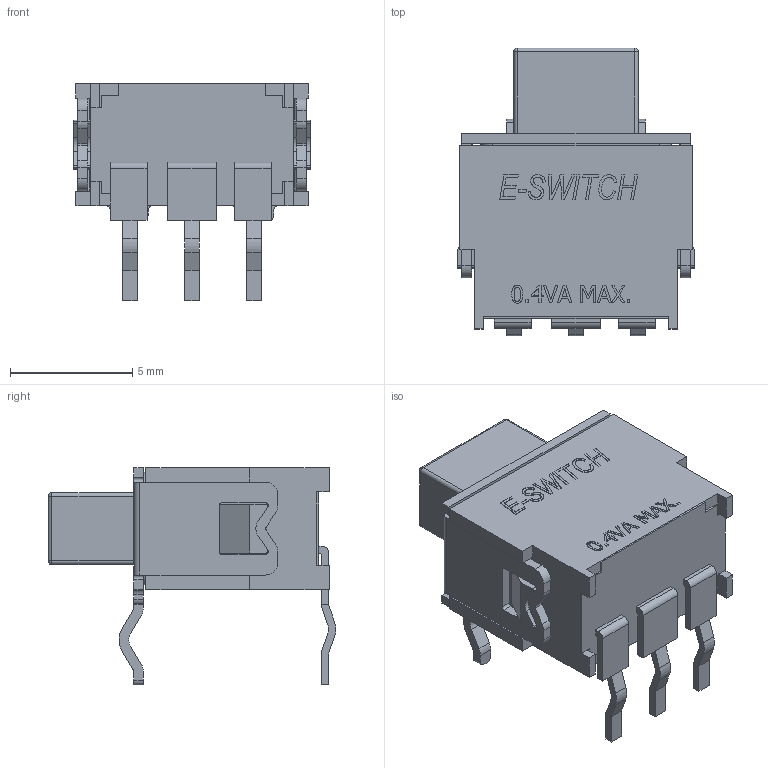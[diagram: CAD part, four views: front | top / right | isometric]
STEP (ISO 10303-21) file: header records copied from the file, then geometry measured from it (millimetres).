
FILE_DESCRIPTION((''),'2;1');
FILE_NAME('500RSP1S1M6xE.stp','2011-12-05T11:18:05',('blarson'),(''),'Autodesk Inventor 11','Autodesk Inventor 11','');
FILE_SCHEMA(('AUTOMOTIVE_DESIGN { 1 0 10303 214 1 1 1 1 }'));
Length unit declared in the file: millimetre
Products named in the file (6): T540001; 500R Housing; 500R M6 Bracket; 500R Rubber Boot; 500R S1 Actuator; 500R M6 SP Terminal
Assembly tree (5 placements, depth 2):
  T540001
    500R Housing
    500R M6 Bracket
    500R Rubber Boot
    500R S1 Actuator
    500R M6 SP Terminal
Bounding box: 9.7 x 11.78 x 8.92 mm (x, y, z)
Volume: 367 mm3; surface area: 911.9 mm2
Topology: 5 solids, 5 shells, 544 faces, 1501 edges, 994 vertices
Faces by surface type: plane 387, cylinder 97, bspline 56, sphere 4
Entity records: 17513 total; most frequent: CARTESIAN_POINT 3618, ORIENTED_EDGE 2994, DIRECTION 2605, EDGE_CURVE 1497, VECTOR 1203, LINE 1203, VERTEX_POINT 994, AXIS2_PLACEMENT_3D 701
